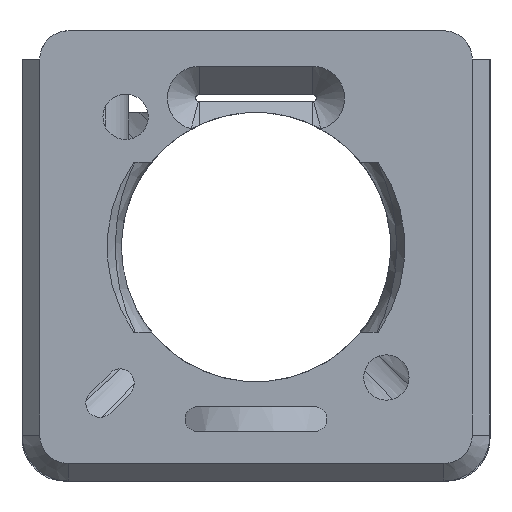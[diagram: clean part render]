
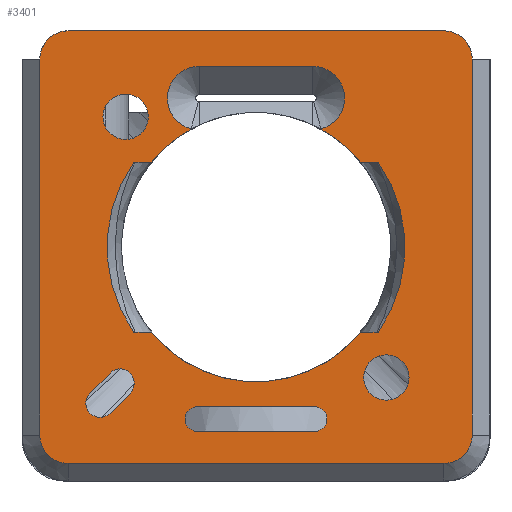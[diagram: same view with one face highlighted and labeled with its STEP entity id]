
A CAD part, front view. The second image highlights one B-rep face of the part: STEP entity #3401.
In plain terms, the highlighted planar face has unit normal (0, -1, 0).
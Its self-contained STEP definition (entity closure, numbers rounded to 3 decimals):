
#15=FACE_BOUND('',#627,.T.);
#16=FACE_BOUND('',#628,.T.);
#17=FACE_BOUND('',#629,.T.);
#18=FACE_BOUND('',#630,.T.);
#19=FACE_BOUND('',#631,.T.);
#269=PLANE('',#3654);
#423=FACE_OUTER_BOUND('',#626,.T.);
#626=EDGE_LOOP('',(#2482,#2483,#2484,#2485,#2486,#2487,#2488,#2489));
#627=EDGE_LOOP('',(#2490,#2491,#2492,#2493,#2494,#2495,#2496,#2497,#2498,
#2499,#2500,#2501));
#628=EDGE_LOOP('',(#2502,#2503,#2504,#2505));
#629=EDGE_LOOP('',(#2506));
#630=EDGE_LOOP('',(#2507));
#631=EDGE_LOOP('',(#2508,#2509,#2510,#2511));
#845=LINE('',#5590,#1092);
#857=LINE('',#5678,#1104);
#858=LINE('',#5682,#1105);
#859=LINE('',#5686,#1106);
#860=LINE('',#5689,#1107);
#861=LINE('',#5693,#1108);
#862=LINE('',#5697,#1109);
#863=LINE('',#5701,#1110);
#864=LINE('',#5705,#1111);
#865=LINE('',#5709,#1112);
#866=LINE('',#5713,#1113);
#867=LINE('',#5721,#1114);
#868=LINE('',#5725,#1115);
#1092=VECTOR('',#4001,10.);
#1104=VECTOR('',#4039,10.);
#1105=VECTOR('',#4042,10.);
#1106=VECTOR('',#4045,10.);
#1107=VECTOR('',#4048,10.);
#1108=VECTOR('',#4051,10.);
#1109=VECTOR('',#4054,10.);
#1110=VECTOR('',#4057,10.);
#1111=VECTOR('',#4060,10.);
#1112=VECTOR('',#4063,10.);
#1113=VECTOR('',#4066,10.);
#1114=VECTOR('',#4073,10.);
#1115=VECTOR('',#4076,10.);
#1337=CIRCLE('',#3644,2.249);
#1340=CIRCLE('',#3648,2.249);
#1342=CIRCLE('',#3655,2.);
#1343=CIRCLE('',#3656,2.);
#1344=CIRCLE('',#3657,2.);
#1345=CIRCLE('',#3658,2.);
#1346=CIRCLE('',#3659,9.5);
#1347=CIRCLE('',#3660,10.5);
#1348=CIRCLE('',#3661,9.5);
#1349=CIRCLE('',#3662,10.5);
#1350=CIRCLE('',#3663,9.5);
#1351=CIRCLE('',#3664,0.875);
#1352=CIRCLE('',#3665,0.875);
#1353=CIRCLE('',#3666,1.6);
#1354=CIRCLE('',#3667,1.6);
#1355=CIRCLE('',#3668,1.);
#1356=CIRCLE('',#3669,1.);
#1512=VERTEX_POINT('',#5587);
#1513=VERTEX_POINT('',#5589);
#1516=VERTEX_POINT('',#5596);
#1517=VERTEX_POINT('',#5601);
#1526=VERTEX_POINT('',#5674);
#1527=VERTEX_POINT('',#5675);
#1528=VERTEX_POINT('',#5677);
#1529=VERTEX_POINT('',#5679);
#1530=VERTEX_POINT('',#5681);
#1531=VERTEX_POINT('',#5683);
#1532=VERTEX_POINT('',#5685);
#1533=VERTEX_POINT('',#5687);
#1534=VERTEX_POINT('',#5690);
#1535=VERTEX_POINT('',#5692);
#1536=VERTEX_POINT('',#5694);
#1537=VERTEX_POINT('',#5696);
#1538=VERTEX_POINT('',#5698);
#1539=VERTEX_POINT('',#5700);
#1540=VERTEX_POINT('',#5702);
#1541=VERTEX_POINT('',#5704);
#1542=VERTEX_POINT('',#5707);
#1543=VERTEX_POINT('',#5708);
#1544=VERTEX_POINT('',#5710);
#1545=VERTEX_POINT('',#5712);
#1546=VERTEX_POINT('',#5715);
#1547=VERTEX_POINT('',#5717);
#1548=VERTEX_POINT('',#5719);
#1549=VERTEX_POINT('',#5720);
#1550=VERTEX_POINT('',#5722);
#1551=VERTEX_POINT('',#5724);
#1872=EDGE_CURVE('',#1512,#1513,#845,.T.);
#1876=EDGE_CURVE('',#1516,#1512,#1337,.T.);
#1880=EDGE_CURVE('',#1513,#1517,#1340,.T.);
#1894=EDGE_CURVE('',#1526,#1527,#1342,.T.);
#1895=EDGE_CURVE('',#1527,#1528,#857,.T.);
#1896=EDGE_CURVE('',#1528,#1529,#1343,.T.);
#1897=EDGE_CURVE('',#1529,#1530,#858,.T.);
#1898=EDGE_CURVE('',#1530,#1531,#1344,.T.);
#1899=EDGE_CURVE('',#1531,#1532,#859,.T.);
#1900=EDGE_CURVE('',#1532,#1533,#1345,.T.);
#1901=EDGE_CURVE('',#1533,#1526,#860,.T.);
#1902=EDGE_CURVE('',#1516,#1534,#1346,.T.);
#1903=EDGE_CURVE('',#1534,#1535,#861,.T.);
#1904=EDGE_CURVE('',#1535,#1536,#1347,.T.);
#1905=EDGE_CURVE('',#1536,#1537,#862,.T.);
#1906=EDGE_CURVE('',#1537,#1538,#1348,.T.);
#1907=EDGE_CURVE('',#1538,#1539,#863,.T.);
#1908=EDGE_CURVE('',#1539,#1540,#1349,.T.);
#1909=EDGE_CURVE('',#1540,#1541,#864,.T.);
#1910=EDGE_CURVE('',#1541,#1517,#1350,.T.);
#1911=EDGE_CURVE('',#1542,#1543,#865,.T.);
#1912=EDGE_CURVE('',#1543,#1544,#1351,.T.);
#1913=EDGE_CURVE('',#1544,#1545,#866,.T.);
#1914=EDGE_CURVE('',#1545,#1542,#1352,.T.);
#1915=EDGE_CURVE('',#1546,#1546,#1353,.T.);
#1916=EDGE_CURVE('',#1547,#1547,#1354,.T.);
#1917=EDGE_CURVE('',#1548,#1549,#867,.T.);
#1918=EDGE_CURVE('',#1549,#1550,#1355,.T.);
#1919=EDGE_CURVE('',#1550,#1551,#868,.T.);
#1920=EDGE_CURVE('',#1551,#1548,#1356,.T.);
#2482=ORIENTED_EDGE('',*,*,#1894,.T.);
#2483=ORIENTED_EDGE('',*,*,#1895,.T.);
#2484=ORIENTED_EDGE('',*,*,#1896,.T.);
#2485=ORIENTED_EDGE('',*,*,#1897,.T.);
#2486=ORIENTED_EDGE('',*,*,#1898,.T.);
#2487=ORIENTED_EDGE('',*,*,#1899,.T.);
#2488=ORIENTED_EDGE('',*,*,#1900,.T.);
#2489=ORIENTED_EDGE('',*,*,#1901,.T.);
#2490=ORIENTED_EDGE('',*,*,#1880,.F.);
#2491=ORIENTED_EDGE('',*,*,#1872,.F.);
#2492=ORIENTED_EDGE('',*,*,#1876,.F.);
#2493=ORIENTED_EDGE('',*,*,#1902,.T.);
#2494=ORIENTED_EDGE('',*,*,#1903,.T.);
#2495=ORIENTED_EDGE('',*,*,#1904,.T.);
#2496=ORIENTED_EDGE('',*,*,#1905,.T.);
#2497=ORIENTED_EDGE('',*,*,#1906,.T.);
#2498=ORIENTED_EDGE('',*,*,#1907,.T.);
#2499=ORIENTED_EDGE('',*,*,#1908,.T.);
#2500=ORIENTED_EDGE('',*,*,#1909,.T.);
#2501=ORIENTED_EDGE('',*,*,#1910,.T.);
#2502=ORIENTED_EDGE('',*,*,#1911,.T.);
#2503=ORIENTED_EDGE('',*,*,#1912,.T.);
#2504=ORIENTED_EDGE('',*,*,#1913,.T.);
#2505=ORIENTED_EDGE('',*,*,#1914,.T.);
#2506=ORIENTED_EDGE('',*,*,#1915,.T.);
#2507=ORIENTED_EDGE('',*,*,#1916,.T.);
#2508=ORIENTED_EDGE('',*,*,#1917,.T.);
#2509=ORIENTED_EDGE('',*,*,#1918,.T.);
#2510=ORIENTED_EDGE('',*,*,#1919,.T.);
#2511=ORIENTED_EDGE('',*,*,#1920,.T.);
#3401=ADVANCED_FACE('',(#423,#15,#16,#17,#18,#19),#269,.F.);
#3644=AXIS2_PLACEMENT_3D('',#5598,#4007,#4008);
#3648=AXIS2_PLACEMENT_3D('',#5605,#4016,#4017);
#3654=AXIS2_PLACEMENT_3D('',#5673,#4035,#4036);
#3655=AXIS2_PLACEMENT_3D('',#5676,#4037,#4038);
#3656=AXIS2_PLACEMENT_3D('',#5680,#4040,#4041);
#3657=AXIS2_PLACEMENT_3D('',#5684,#4043,#4044);
#3658=AXIS2_PLACEMENT_3D('',#5688,#4046,#4047);
#3659=AXIS2_PLACEMENT_3D('',#5691,#4049,#4050);
#3660=AXIS2_PLACEMENT_3D('',#5695,#4052,#4053);
#3661=AXIS2_PLACEMENT_3D('',#5699,#4055,#4056);
#3662=AXIS2_PLACEMENT_3D('',#5703,#4058,#4059);
#3663=AXIS2_PLACEMENT_3D('',#5706,#4061,#4062);
#3664=AXIS2_PLACEMENT_3D('',#5711,#4064,#4065);
#3665=AXIS2_PLACEMENT_3D('',#5714,#4067,#4068);
#3666=AXIS2_PLACEMENT_3D('',#5716,#4069,#4070);
#3667=AXIS2_PLACEMENT_3D('',#5718,#4071,#4072);
#3668=AXIS2_PLACEMENT_3D('',#5723,#4074,#4075);
#3669=AXIS2_PLACEMENT_3D('',#5726,#4077,#4078);
#4001=DIRECTION('',(-1.,0.,0.));
#4007=DIRECTION('center_axis',(0.,-1.,0.));
#4008=DIRECTION('ref_axis',(0.,0.,-1.));
#4016=DIRECTION('center_axis',(0.,-1.,0.));
#4017=DIRECTION('ref_axis',(0.,0.,1.));
#4035=DIRECTION('center_axis',(0.,1.,0.));
#4036=DIRECTION('ref_axis',(0.,0.,1.));
#4037=DIRECTION('center_axis',(0.,-1.,0.));
#4038=DIRECTION('ref_axis',(0.,0.,1.));
#4039=DIRECTION('',(0.,0.,1.));
#4040=DIRECTION('center_axis',(0.,-1.,0.));
#4041=DIRECTION('ref_axis',(-1.,0.,0.));
#4042=DIRECTION('',(-1.,0.,0.));
#4043=DIRECTION('center_axis',(0.,-1.,0.));
#4044=DIRECTION('ref_axis',(0.,0.,-1.));
#4045=DIRECTION('',(0.,0.,-1.));
#4046=DIRECTION('center_axis',(0.,-1.,0.));
#4047=DIRECTION('ref_axis',(1.,0.,0.));
#4048=DIRECTION('',(1.,0.,0.));
#4049=DIRECTION('center_axis',(0.,1.,0.));
#4050=DIRECTION('ref_axis',(1.,0.,0.));
#4051=DIRECTION('',(1.,0.,0.));
#4052=DIRECTION('center_axis',(0.,1.,0.));
#4053=DIRECTION('ref_axis',(1.,0.,0.));
#4054=DIRECTION('',(-1.,0.,0.));
#4055=DIRECTION('center_axis',(0.,1.,0.));
#4056=DIRECTION('ref_axis',(1.,0.,0.));
#4057=DIRECTION('',(-1.,0.,0.));
#4058=DIRECTION('center_axis',(0.,1.,0.));
#4059=DIRECTION('ref_axis',(1.,0.,0.));
#4060=DIRECTION('',(1.,0.,0.));
#4061=DIRECTION('center_axis',(0.,1.,0.));
#4062=DIRECTION('ref_axis',(1.,0.,0.));
#4063=DIRECTION('',(1.,0.,0.));
#4064=DIRECTION('center_axis',(0.,1.,0.));
#4065=DIRECTION('ref_axis',(0.,0.,-1.));
#4066=DIRECTION('',(-1.,0.,0.));
#4067=DIRECTION('center_axis',(0.,1.,0.));
#4068=DIRECTION('ref_axis',(0.,0.,1.));
#4069=DIRECTION('center_axis',(0.,1.,0.));
#4070=DIRECTION('ref_axis',(1.,0.,0.));
#4071=DIRECTION('center_axis',(0.,1.,0.));
#4072=DIRECTION('ref_axis',(1.,0.,0.));
#4073=DIRECTION('',(0.707,0.,0.707));
#4074=DIRECTION('center_axis',(0.,1.,0.));
#4075=DIRECTION('ref_axis',(0.707,0.,-0.707));
#4076=DIRECTION('',(-0.707,0.,-0.707));
#4077=DIRECTION('center_axis',(0.,1.,0.));
#4078=DIRECTION('ref_axis',(-0.707,0.,0.707));
#5587=CARTESIAN_POINT('',(4.,-2.,12.749));
#5589=CARTESIAN_POINT('',(-4.,-2.,12.749));
#5590=CARTESIAN_POINT('',(-2.,-2.,12.749));
#5596=CARTESIAN_POINT('',(4.575,-2.,8.326));
#5598=CARTESIAN_POINT('Origin',(4.,-2.,10.5));
#5601=CARTESIAN_POINT('',(-4.575,-2.,8.326));
#5605=CARTESIAN_POINT('Origin',(-4.,-2.,10.5));
#5673=CARTESIAN_POINT('Origin',(0.,-2.,0.));
#5674=CARTESIAN_POINT('',(13.25,-2.,-15.25));
#5675=CARTESIAN_POINT('',(15.25,-2.,-13.25));
#5676=CARTESIAN_POINT('Origin',(13.25,-2.,-13.25));
#5677=CARTESIAN_POINT('',(15.25,-2.,13.25));
#5678=CARTESIAN_POINT('',(15.25,-2.,-6.625));
#5679=CARTESIAN_POINT('',(13.25,-2.,15.25));
#5680=CARTESIAN_POINT('Origin',(13.25,-2.,13.25));
#5681=CARTESIAN_POINT('',(-13.25,-2.,15.25));
#5682=CARTESIAN_POINT('',(6.625,-2.,15.25));
#5683=CARTESIAN_POINT('',(-15.25,-2.,13.25));
#5684=CARTESIAN_POINT('Origin',(-13.25,-2.,13.25));
#5685=CARTESIAN_POINT('',(-15.25,-2.,-13.25));
#5686=CARTESIAN_POINT('',(-15.25,-2.,6.625));
#5687=CARTESIAN_POINT('',(-13.25,-2.,-15.25));
#5688=CARTESIAN_POINT('Origin',(-13.25,-2.,-13.25));
#5689=CARTESIAN_POINT('',(-6.625,-2.,-15.25));
#5690=CARTESIAN_POINT('',(7.365,-2.,6.));
#5691=CARTESIAN_POINT('Origin',(0.,-2.,0.));
#5692=CARTESIAN_POINT('',(8.617,-2.,6.));
#5693=CARTESIAN_POINT('',(3.683,-2.,6.));
#5694=CARTESIAN_POINT('',(8.617,-2.,-6.));
#5695=CARTESIAN_POINT('Origin',(0.,-2.,0.));
#5696=CARTESIAN_POINT('',(7.365,-2.,-6.));
#5697=CARTESIAN_POINT('',(4.308,-2.,-6.));
#5698=CARTESIAN_POINT('',(-7.365,-2.,-6.));
#5699=CARTESIAN_POINT('Origin',(0.,-2.,0.));
#5700=CARTESIAN_POINT('',(-8.617,-2.,-6.));
#5701=CARTESIAN_POINT('',(-3.683,-2.,-6.));
#5702=CARTESIAN_POINT('',(-8.617,-2.,6.));
#5703=CARTESIAN_POINT('Origin',(0.,-2.,0.));
#5704=CARTESIAN_POINT('',(-7.365,-2.,6.));
#5705=CARTESIAN_POINT('',(-4.308,-2.,6.));
#5706=CARTESIAN_POINT('Origin',(0.,-2.,0.));
#5707=CARTESIAN_POINT('',(-4.125,-2.,-11.25));
#5708=CARTESIAN_POINT('',(4.125,-2.,-11.25));
#5709=CARTESIAN_POINT('',(-2.063,-2.,-11.25));
#5710=CARTESIAN_POINT('',(4.125,-2.,-13.));
#5711=CARTESIAN_POINT('Origin',(4.125,-2.,-12.125));
#5712=CARTESIAN_POINT('',(-4.125,-2.,-13.));
#5713=CARTESIAN_POINT('',(2.063,-2.,-13.));
#5714=CARTESIAN_POINT('Origin',(-4.125,-2.,-12.125));
#5715=CARTESIAN_POINT('',(7.592,-2.,-9.192));
#5716=CARTESIAN_POINT('Origin',(9.192,-2.,-9.192));
#5717=CARTESIAN_POINT('',(-10.792,-2.,9.192));
#5718=CARTESIAN_POINT('Origin',(-9.192,-2.,9.192));
#5719=CARTESIAN_POINT('',(-11.707,-2.,-10.293));
#5720=CARTESIAN_POINT('',(-10.293,-2.,-8.879));
#5721=CARTESIAN_POINT('',(-6.207,-2.,-4.793));
#5722=CARTESIAN_POINT('',(-8.879,-2.,-10.293));
#5723=CARTESIAN_POINT('Origin',(-9.586,-2.,-9.586));
#5724=CARTESIAN_POINT('',(-10.293,-2.,-11.707));
#5725=CARTESIAN_POINT('',(-4.086,-2.,-5.5));
#5726=CARTESIAN_POINT('Origin',(-11.,-2.,-11.));
